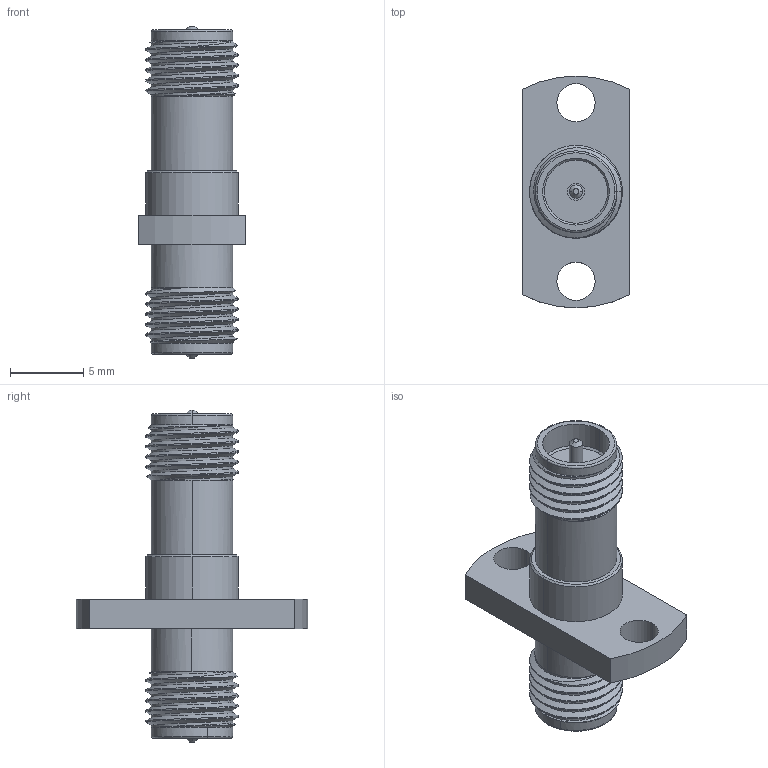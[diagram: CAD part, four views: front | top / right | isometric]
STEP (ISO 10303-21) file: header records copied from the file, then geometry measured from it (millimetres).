
FILE_DESCRIPTION (( 'STEP AP203' ), '1' );
FILE_NAME ('PE91270 ¦ SM4991.step', '2019-07-17T14:22:52', ( '' ), ( '' ), 'SwSTEP 2.0', 'SolidWorks 2018', '' );
FILE_SCHEMA (( 'CONFIG_CONTROL_DESIGN' ));
Length unit declared in the file: inch
Products named in the file (1): PE91270 ｦ SM4991
Bounding box: 7.37 x 15.88 x 22.73 mm (x, y, z)
Volume: 684.7 mm3; surface area: 840.6 mm2
Topology: 1 solids, 1 shells, 93 faces, 219 edges, 137 vertices
Faces by surface type: cylinder 48, cone 22, plane 13, bspline 6, torus 4
Entity records: 4869 total; most frequent: CARTESIAN_POINT 2803, ORIENTED_EDGE 438, DIRECTION 390, EDGE_CURVE 219, AXIS2_PLACEMENT_3D 160, VERTEX_POINT 137, EDGE_LOOP 106, FACE_OUTER_BOUND 93
